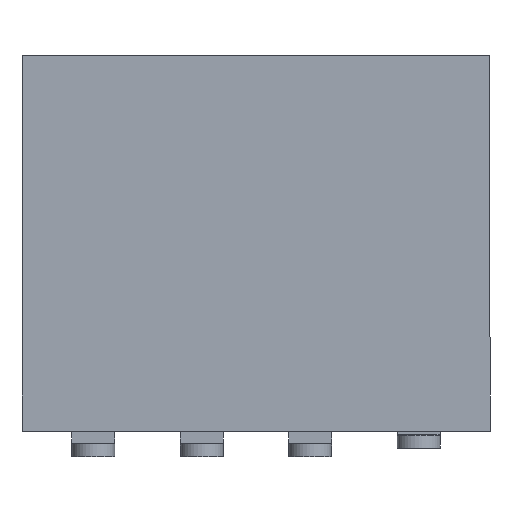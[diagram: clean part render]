
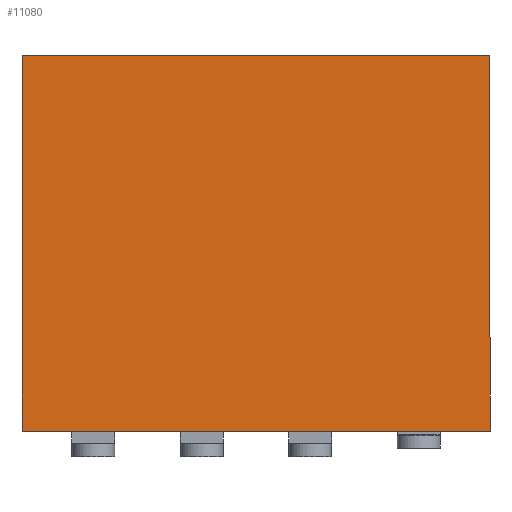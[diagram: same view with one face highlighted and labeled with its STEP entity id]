
A CAD part, front view. The second image highlights one B-rep face of the part: STEP entity #11080.
In plain terms, the highlighted face is planar.
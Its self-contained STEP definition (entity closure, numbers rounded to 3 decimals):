
#474=PLANE('',#12202);
#1570=LINE('',#18903,#2666);
#1571=LINE('',#18906,#2667);
#1572=LINE('',#18908,#2668);
#1573=LINE('',#18910,#2669);
#2666=VECTOR('',#15339,1000.);
#2667=VECTOR('',#15340,1000.);
#2668=VECTOR('',#15341,1000.);
#2669=VECTOR('',#15342,1000.);
#5762=ORIENTED_EDGE('',*,*,#7538,.T.);
#5763=ORIENTED_EDGE('',*,*,#7539,.T.);
#5764=ORIENTED_EDGE('',*,*,#7540,.T.);
#5765=ORIENTED_EDGE('',*,*,#7541,.T.);
#7538=EDGE_CURVE('',#8586,#8587,#1570,.T.);
#7539=EDGE_CURVE('',#8587,#8588,#1571,.T.);
#7540=EDGE_CURVE('',#8588,#8589,#1572,.T.);
#7541=EDGE_CURVE('',#8589,#8586,#1573,.T.);
#8586=VERTEX_POINT('',#18904);
#8587=VERTEX_POINT('',#18905);
#8588=VERTEX_POINT('',#18907);
#8589=VERTEX_POINT('',#18909);
#9612=EDGE_LOOP('',(#5762,#5763,#5764,#5765));
#10230=FACE_BOUND('',#9612,.T.);
#11080=ADVANCED_FACE('',(#10230),#474,.T.);
#12202=AXIS2_PLACEMENT_3D('',#18902,#15337,#15338);
#15337=DIRECTION('',(0.,1.,0.));
#15338=DIRECTION('',(0.,0.,1.));
#15339=DIRECTION('',(0.,0.,1.));
#15340=DIRECTION('',(1.,0.,0.));
#15341=DIRECTION('',(0.,0.,-1.));
#15342=DIRECTION('',(-1.,0.,0.));
#18902=CARTESIAN_POINT('',(0.,1.55,0.));
#18903=CARTESIAN_POINT('',(-2.74,1.55,-2.2));
#18904=CARTESIAN_POINT('',(-2.74,1.55,-2.2));
#18905=CARTESIAN_POINT('',(-2.74,1.55,2.2));
#18906=CARTESIAN_POINT('',(-2.74,1.55,2.2));
#18907=CARTESIAN_POINT('',(2.74,1.55,2.2));
#18908=CARTESIAN_POINT('',(2.74,1.55,2.2));
#18909=CARTESIAN_POINT('',(2.74,1.55,-2.2));
#18910=CARTESIAN_POINT('',(2.74,1.55,-2.2));
